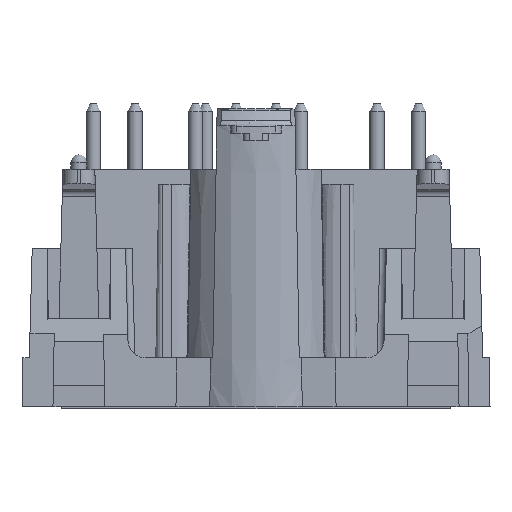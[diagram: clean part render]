
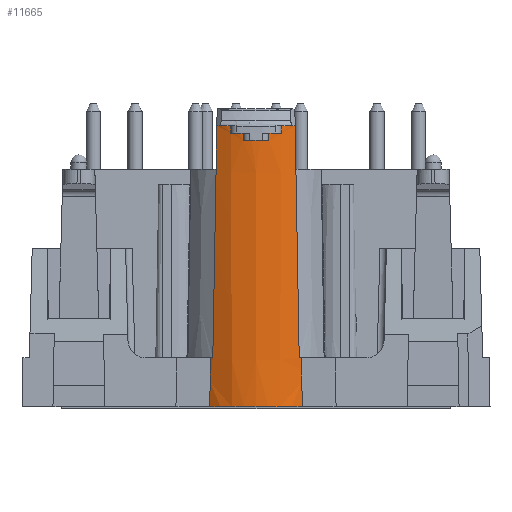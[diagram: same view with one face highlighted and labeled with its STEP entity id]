
A CAD part, left-side view. The second image highlights one B-rep face of the part: STEP entity #11665.
In plain terms, the highlighted conical face has half-angle 0.356 degrees and reference radius 5.5 mm.
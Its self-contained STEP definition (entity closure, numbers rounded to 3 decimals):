
#54=CONICAL_SURFACE('',#16195,5.5,0.006);
#184=CIRCLE('',#15913,5.479);
#235=CIRCLE('',#16100,5.5);
#236=CIRCLE('',#16104,5.6);
#237=CIRCLE('',#16107,5.597);
#238=CIRCLE('',#16110,5.594);
#239=CIRCLE('',#16113,5.597);
#240=CIRCLE('',#16116,5.6);
#242=CIRCLE('',#16121,5.5);
#572=ELLIPSE('',#16102,430.867,7.027);
#573=ELLIPSE('',#16118,430.867,7.027);
#595=ELLIPSE('',#16194,255.779,4.172);
#596=ELLIPSE('',#16196,255.779,4.172);
#786=B_SPLINE_CURVE_WITH_KNOTS('',3,(#23953,#23954,#23955,#23956),
 .UNSPECIFIED.,.F.,.F.,(4,4),(0.002,0.002),
 .UNSPECIFIED.);
#787=B_SPLINE_CURVE_WITH_KNOTS('',3,(#23964,#23965,#23966,#23967),
 .UNSPECIFIED.,.F.,.F.,(4,4),(0.002,0.002),
 .UNSPECIFIED.);
#788=B_SPLINE_CURVE_WITH_KNOTS('',3,(#23975,#23976,#23977,#23978),
 .UNSPECIFIED.,.F.,.F.,(4,4),(0.002,0.002),
 .UNSPECIFIED.);
#789=B_SPLINE_CURVE_WITH_KNOTS('',3,(#23986,#23987,#23988,#23989),
 .UNSPECIFIED.,.F.,.F.,(4,4),(0.002,0.002),
 .UNSPECIFIED.);
#3604=ORIENTED_EDGE('',*,*,#5245,.F.);
#3605=ORIENTED_EDGE('',*,*,#5680,.F.);
#3606=ORIENTED_EDGE('',*,*,#5554,.T.);
#3607=ORIENTED_EDGE('',*,*,#5551,.F.);
#3608=ORIENTED_EDGE('',*,*,#5549,.T.);
#3609=ORIENTED_EDGE('',*,*,#5547,.T.);
#3610=ORIENTED_EDGE('',*,*,#5545,.T.);
#3611=ORIENTED_EDGE('',*,*,#5543,.T.);
#3612=ORIENTED_EDGE('',*,*,#5541,.T.);
#3613=ORIENTED_EDGE('',*,*,#5539,.T.);
#3614=ORIENTED_EDGE('',*,*,#5537,.T.);
#3615=ORIENTED_EDGE('',*,*,#5535,.T.);
#3616=ORIENTED_EDGE('',*,*,#5533,.T.);
#3617=ORIENTED_EDGE('',*,*,#5531,.F.);
#3618=ORIENTED_EDGE('',*,*,#5530,.T.);
#3619=ORIENTED_EDGE('',*,*,#5679,.T.);
#5245=EDGE_CURVE('',#6594,#6595,#184,.F.);
#5530=EDGE_CURVE('',#6801,#6802,#235,.T.);
#5531=EDGE_CURVE('',#6801,#6803,#572,.F.);
#5533=EDGE_CURVE('',#6804,#6803,#236,.T.);
#5535=EDGE_CURVE('',#6805,#6804,#786,.T.);
#5537=EDGE_CURVE('',#6806,#6805,#237,.T.);
#5539=EDGE_CURVE('',#6807,#6806,#787,.T.);
#5541=EDGE_CURVE('',#6808,#6807,#238,.T.);
#5543=EDGE_CURVE('',#6809,#6808,#788,.T.);
#5545=EDGE_CURVE('',#6810,#6809,#239,.T.);
#5547=EDGE_CURVE('',#6811,#6810,#789,.T.);
#5549=EDGE_CURVE('',#6812,#6811,#240,.T.);
#5551=EDGE_CURVE('',#6812,#6813,#573,.F.);
#5554=EDGE_CURVE('',#6814,#6813,#242,.T.);
#5679=EDGE_CURVE('',#6802,#6595,#595,.F.);
#5680=EDGE_CURVE('',#6814,#6594,#596,.T.);
#6594=VERTEX_POINT('',#23279);
#6595=VERTEX_POINT('',#23281);
#6801=VERTEX_POINT('',#23940);
#6802=VERTEX_POINT('',#23942);
#6803=VERTEX_POINT('',#23946);
#6804=VERTEX_POINT('',#23950);
#6805=VERTEX_POINT('',#23957);
#6806=VERTEX_POINT('',#23961);
#6807=VERTEX_POINT('',#23968);
#6808=VERTEX_POINT('',#23972);
#6809=VERTEX_POINT('',#23979);
#6810=VERTEX_POINT('',#23983);
#6811=VERTEX_POINT('',#23990);
#6812=VERTEX_POINT('',#23994);
#6813=VERTEX_POINT('',#23998);
#6814=VERTEX_POINT('',#24005);
#9718=EDGE_LOOP('',(#3604,#3605,#3606,#3607,#3608,#3609,#3610,#3611,#3612,
#3613,#3614,#3615,#3616,#3617,#3618,#3619));
#10524=FACE_BOUND('',#9718,.T.);
#11665=ADVANCED_FACE('',(#10524),#54,.T.);
#15913=AXIS2_PLACEMENT_3D('',#23280,#18056,#18057);
#16100=AXIS2_PLACEMENT_3D('',#23943,#18593,#18594);
#16102=AXIS2_PLACEMENT_3D('',#23945,#18597,#18598);
#16104=AXIS2_PLACEMENT_3D('',#23949,#18602,#18603);
#16107=AXIS2_PLACEMENT_3D('',#23960,#18610,#18611);
#16110=AXIS2_PLACEMENT_3D('',#23971,#18618,#18619);
#16113=AXIS2_PLACEMENT_3D('',#23982,#18626,#18627);
#16116=AXIS2_PLACEMENT_3D('',#23993,#18634,#18635);
#16118=AXIS2_PLACEMENT_3D('',#23997,#18639,#18640);
#16121=AXIS2_PLACEMENT_3D('',#24006,#18645,#18646);
#16194=AXIS2_PLACEMENT_3D('',#24264,#18888,#18889);
#16195=AXIS2_PLACEMENT_3D('',#24265,#18890,#18891);
#16196=AXIS2_PLACEMENT_3D('',#24266,#18892,#18893);
#18056=DIRECTION('',(0.,0.,1.));
#18057=DIRECTION('',(1.,0.,0.));
#18593=DIRECTION('',(0.,0.,-1.));
#18594=DIRECTION('',(-1.,0.,0.));
#18597=DIRECTION('',(0.,-1.,-0.017));
#18598=DIRECTION('',(0.,-0.017,1.));
#18602=DIRECTION('',(0.,0.,-1.));
#18603=DIRECTION('',(-1.,0.,0.));
#18610=DIRECTION('',(0.,0.,-1.));
#18611=DIRECTION('',(-1.,0.,0.));
#18618=DIRECTION('',(0.,0.,-1.));
#18619=DIRECTION('',(-1.,0.,0.));
#18626=DIRECTION('',(0.,0.,-1.));
#18627=DIRECTION('',(-1.,0.,0.));
#18634=DIRECTION('',(0.,0.,-1.));
#18635=DIRECTION('',(-1.,0.,0.));
#18639=DIRECTION('',(0.,1.,-0.017));
#18640=DIRECTION('',(0.,0.017,1.));
#18645=DIRECTION('',(0.,0.,-1.));
#18646=DIRECTION('',(-1.,0.,0.));
#18888=DIRECTION('',(1.,0.,0.017));
#18889=DIRECTION('',(-0.017,0.,1.));
#18890=DIRECTION('',(0.,0.,1.));
#18891=DIRECTION('',(-1.,0.,0.));
#18892=DIRECTION('',(1.,0.,0.017));
#18893=DIRECTION('',(-0.017,0.,1.));
#23279=CARTESIAN_POINT('',(-31.941,-3.209,0.));
#23280=CARTESIAN_POINT('',(-27.5,0.,0.));
#23281=CARTESIAN_POINT('',(-31.941,3.209,0.));
#23940=CARTESIAN_POINT('',(-32.11,3.,3.4));
#23942=CARTESIAN_POINT('',(-32.,3.162,3.4));
#23943=CARTESIAN_POINT('',(-27.5,0.,3.4));
#23945=CARTESIAN_POINT('',(-27.5,-2.676,328.565));
#23946=CARTESIAN_POINT('',(-32.396,2.719,19.5));
#23949=CARTESIAN_POINT('',(-27.5,0.,19.5));
#23950=CARTESIAN_POINT('',(-32.82,1.75,19.5));
#23953=CARTESIAN_POINT('',(-32.816,1.75,19.));
#23954=CARTESIAN_POINT('',(-32.817,1.75,19.167));
#23955=CARTESIAN_POINT('',(-32.818,1.75,19.333));
#23956=CARTESIAN_POINT('',(-32.82,1.75,19.5));
#23957=CARTESIAN_POINT('',(-32.816,1.75,19.));
#23960=CARTESIAN_POINT('',(-27.5,0.,19.));
#23961=CARTESIAN_POINT('',(-33.024,0.9,19.));
#23964=CARTESIAN_POINT('',(-33.021,0.9,18.5));
#23965=CARTESIAN_POINT('',(-33.022,0.9,18.667));
#23966=CARTESIAN_POINT('',(-33.023,0.9,18.833));
#23967=CARTESIAN_POINT('',(-33.024,0.9,19.));
#23968=CARTESIAN_POINT('',(-33.021,0.9,18.5));
#23971=CARTESIAN_POINT('',(-27.5,0.,18.5));
#23972=CARTESIAN_POINT('',(-33.021,-0.9,18.5));
#23975=CARTESIAN_POINT('',(-33.024,-0.9,19.));
#23976=CARTESIAN_POINT('',(-33.023,-0.9,18.833));
#23977=CARTESIAN_POINT('',(-33.022,-0.9,18.667));
#23978=CARTESIAN_POINT('',(-33.021,-0.9,18.5));
#23979=CARTESIAN_POINT('',(-33.024,-0.9,19.));
#23982=CARTESIAN_POINT('',(-27.5,0.,19.));
#23983=CARTESIAN_POINT('',(-32.816,-1.75,19.));
#23986=CARTESIAN_POINT('',(-32.82,-1.75,19.5));
#23987=CARTESIAN_POINT('',(-32.818,-1.75,19.333));
#23988=CARTESIAN_POINT('',(-32.817,-1.75,19.167));
#23989=CARTESIAN_POINT('',(-32.816,-1.75,19.));
#23990=CARTESIAN_POINT('',(-32.82,-1.75,19.5));
#23993=CARTESIAN_POINT('',(-27.5,0.,19.5));
#23994=CARTESIAN_POINT('',(-32.396,-2.719,19.5));
#23997=CARTESIAN_POINT('',(-27.5,2.676,328.565));
#23998=CARTESIAN_POINT('',(-32.11,-3.,3.4));
#24005=CARTESIAN_POINT('',(-32.,-3.162,3.4));
#24006=CARTESIAN_POINT('',(-27.5,0.,3.4));
#24264=CARTESIAN_POINT('',(-29.088,0.,-163.403));
#24265=CARTESIAN_POINT('',(-27.5,0.,3.4));
#24266=CARTESIAN_POINT('',(-29.088,0.,-163.403));
